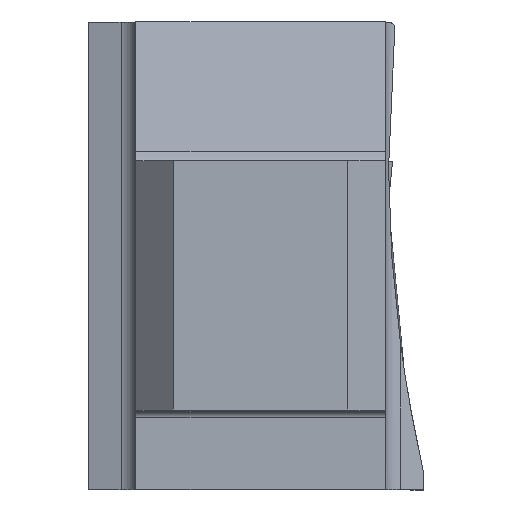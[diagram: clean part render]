
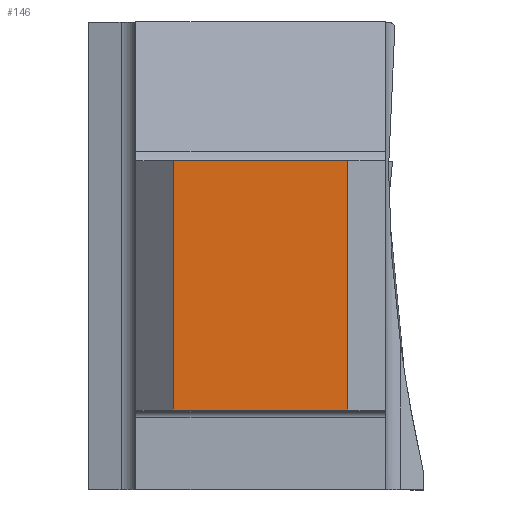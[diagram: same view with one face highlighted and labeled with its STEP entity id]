
A CAD part, top view. The second image highlights one B-rep face of the part: STEP entity #146.
In plain terms, the highlighted planar face has unit normal (0, 0, 1).
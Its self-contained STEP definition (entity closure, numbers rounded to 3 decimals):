
#146=ADVANCED_FACE('CU_BACK_SU1',(#260),#207,.F.);
#207=PLANE('',#1468);
#260=FACE_OUTER_BOUND('',#326,.T.);
#326=EDGE_LOOP('',(#537,#538,#539,#540));
#537=ORIENTED_EDGE('',*,*,#995,.F.);
#538=ORIENTED_EDGE('',*,*,#996,.T.);
#539=ORIENTED_EDGE('',*,*,#997,.T.);
#540=ORIENTED_EDGE('',*,*,#993,.F.);
#849=VERTEX_POINT('',#2132);
#850=VERTEX_POINT('',#2134);
#851=VERTEX_POINT('',#2138);
#852=VERTEX_POINT('',#2140);
#993=EDGE_CURVE('',#849,#850,#1153,.T.);
#995=EDGE_CURVE('',#851,#849,#1155,.T.);
#996=EDGE_CURVE('',#851,#852,#1156,.T.);
#997=EDGE_CURVE('',#852,#850,#1157,.T.);
#1153=LINE('',#2133,#1286);
#1155=LINE('',#2137,#1288);
#1156=LINE('',#2139,#1289);
#1157=LINE('',#2141,#1290);
#1286=VECTOR('',#1672,1.);
#1288=VECTOR('',#1676,1.);
#1289=VECTOR('',#1677,1.);
#1290=VECTOR('',#1678,1.);
#1468=AXIS2_PLACEMENT_3D('',#2142,#1679,#1680);
#1672=DIRECTION('',(1.,0.,0.));
#1676=DIRECTION('',(0.,1.,0.));
#1677=DIRECTION('',(1.,0.,0.));
#1678=DIRECTION('',(0.,1.,0.));
#1679=DIRECTION('',(0.,0.,-1.));
#1680=DIRECTION('',(-1.,0.,0.));
#2132=CARTESIAN_POINT('',(3.,19.925,0.));
#2133=CARTESIAN_POINT('',(-110.,19.925,0.));
#2134=CARTESIAN_POINT('',(16.925,19.925,0.));
#2137=CARTESIAN_POINT('',(3.,0.,0.));
#2138=CARTESIAN_POINT('',(3.,0.,0.));
#2139=CARTESIAN_POINT('',(-110.,0.,0.));
#2140=CARTESIAN_POINT('',(16.925,0.,0.));
#2141=CARTESIAN_POINT('',(16.925,0.,0.));
#2142=CARTESIAN_POINT('',(43.554,39.925,0.));
